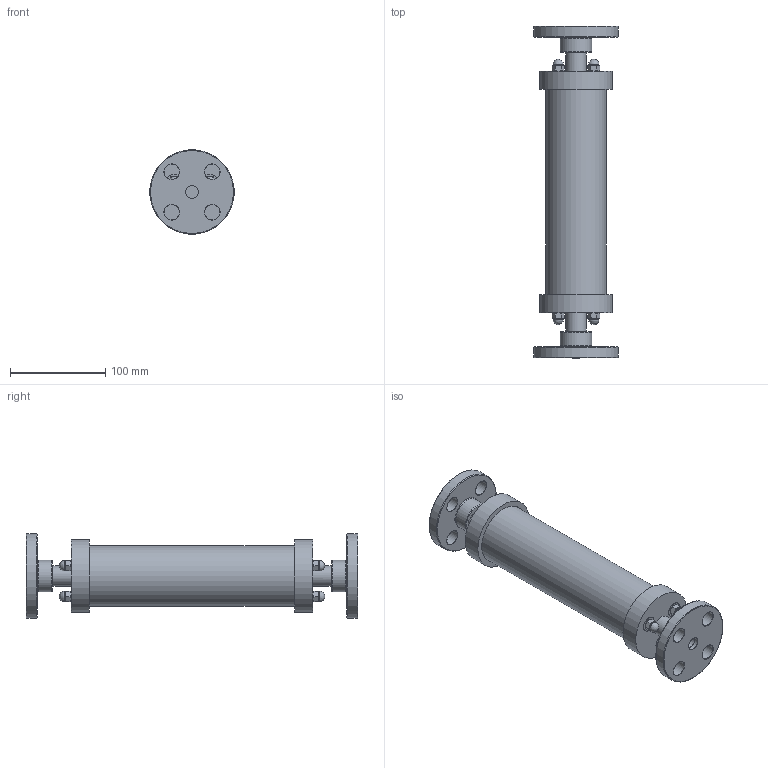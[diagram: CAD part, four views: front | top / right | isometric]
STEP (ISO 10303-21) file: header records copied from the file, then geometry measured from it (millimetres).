
FILE_DESCRIPTION((''),'2;1');
FILE_NAME('ACS#2-100-GCV-F_R0.stp','2017-07-24T14:37:35',('salesdesk5'),(''),'Autodesk Inventor 2009','Autodesk Inventor 2009','');
FILE_SCHEMA(('AUTOMOTIVE_DESIGN { 1 0 10303 214 1 1 1 1 }'));
Length unit declared in the file: inch
Products named in the file (1): ACS#2-100-GCV-F_R0
Bounding box: 88.56 x 349.25 x 88.56 mm (x, y, z)
Volume: 621285.5 mm3; surface area: 200394.8 mm2
Topology: 1 solids, 1 shells, 494 faces, 1264 edges, 808 vertices
Faces by surface type: bspline 348, cylinder 80, plane 38, torus 26, cone 2
Full cylindrical faces by diameter (mm): 4.763 x33, 5.105 x6, 7.137 x6, 13.36 x2, 15.875 x6, 16.002 x8, 29.997 x1, 33.541 x2, 55.88 x2, 57.15 x1, 63.5 x1, 64.77 x2, 76.2 x2, 88.9 x2
Entity records: 27707 total; most frequent: CARTESIAN_POINT 18477, ORIENTED_EDGE 2220, EDGE_CURVE 1110, DIRECTION 1068, VERTEX_POINT 780, EDGE_LOOP 606, B_SPLINE_CURVE_WITH_KNOTS 474, FACE_OUTER_BOUND 458
